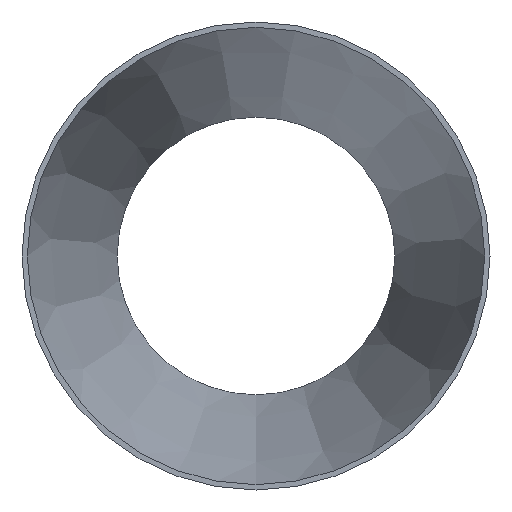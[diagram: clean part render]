
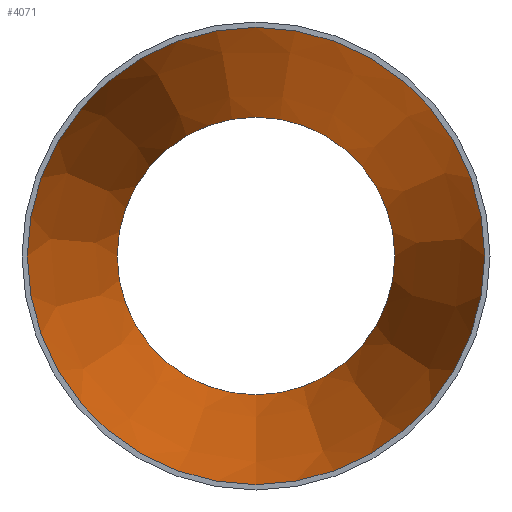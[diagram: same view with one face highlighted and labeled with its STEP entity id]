
A CAD part, front view. The second image highlights one B-rep face of the part: STEP entity #4071.
In plain terms, the highlighted conical face has half-angle 11.685 degrees and reference radius 173.715 mm.
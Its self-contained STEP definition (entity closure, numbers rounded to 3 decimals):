
#4071 = ADVANCED_FACE ( 'NONE', ( #30620, #28228 ), #29084, .F. ) ;
#6181 = CARTESIAN_POINT ( 'NONE',  ( 0., 0., 0. ) ) ;
#7300 = EDGE_LOOP ( 'NONE', ( #32119 ) ) ;
#8425 = ORIENTED_EDGE ( 'NONE', *, *, #8894, .F. ) ;
#8584 = DIRECTION ( 'NONE',  ( 0., -1., 0. ) ) ;
#8894 = EDGE_CURVE ( 'NONE', #21616, #21616, #24100, .T. ) ;
#8990 = DIRECTION ( 'NONE',  ( 0., -1., 0. ) ) ;
#13135 = EDGE_LOOP ( 'NONE', ( #8425 ) ) ;
#16348 = EDGE_CURVE ( 'NONE', #16401, #16401, #27913, .T. ) ;
#16401 = VERTEX_POINT ( 'NONE', #26963 ) ;
#17404 = AXIS2_PLACEMENT_3D ( 'NONE', #6181, #8584, #24669 ) ;
#18153 = DIRECTION ( 'NONE',  ( 0., 0., -1. ) ) ;
#21616 = VERTEX_POINT ( 'NONE', #32123 ) ;
#24100 = CIRCLE ( 'NONE', #32892, 105.465 ) ;
#24669 = DIRECTION ( 'NONE',  ( 0., 0., -1. ) ) ;
#24730 = CARTESIAN_POINT ( 'NONE',  ( 0., 330., 0. ) ) ;
#26963 = CARTESIAN_POINT ( 'NONE',  ( 0., 0., -173.715 ) ) ;
#27913 = CIRCLE ( 'NONE', #17404, 173.715 ) ;
#28228 = FACE_OUTER_BOUND ( 'NONE', #7300, .T. ) ;
#28545 = AXIS2_PLACEMENT_3D ( 'NONE', #33550, #33877, #18153 ) ;
#29084 = CONICAL_SURFACE ( 'NONE', #28545, 173.715, 0.204 ) ;
#30620 = FACE_BOUND ( 'NONE', #13135, .T. ) ;
#32119 = ORIENTED_EDGE ( 'NONE', *, *, #16348, .T. ) ;
#32123 = CARTESIAN_POINT ( 'NONE',  ( 0., 330., -105.465 ) ) ;
#32892 = AXIS2_PLACEMENT_3D ( 'NONE', #24730, #8990, #32974 ) ;
#32974 = DIRECTION ( 'NONE',  ( 0., 0., -1. ) ) ;
#33550 = CARTESIAN_POINT ( 'NONE',  ( 0., 0., 0. ) ) ;
#33877 = DIRECTION ( 'NONE',  ( 0., -1., 0. ) ) ;
